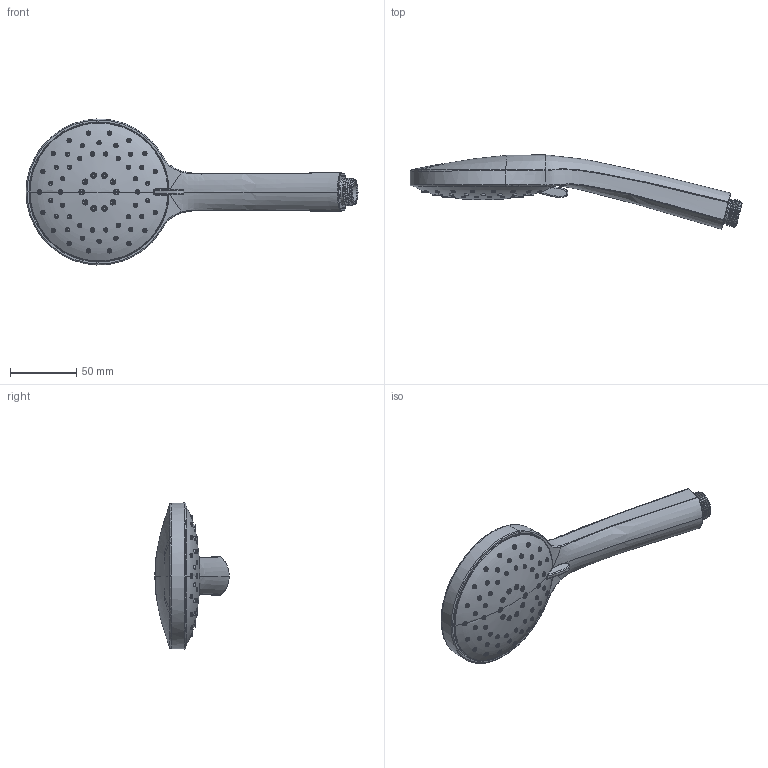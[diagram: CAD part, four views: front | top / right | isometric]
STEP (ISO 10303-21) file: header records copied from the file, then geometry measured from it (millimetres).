
FILE_DESCRIPTION((''),'2;1');
FILE_NAME('P80300_ASM','2022-08-23T11:42:31',('xiaohong_yang'),(''),'CREO PARAMETRIC BY PTC INC, 2021023','CREO PARAMETRIC BY PTC INC, 2021023','');
FILE_SCHEMA(('CONFIG_CONTROL_DESIGN'));
Products named in the file (7): P80300-001; P80300-002; P80300-003; P80300-004; P80300-005_ASM; P80300-011_ASM; P80300_ASM
Assembly tree (6 placements, depth 4):
  P80300_ASM
    P80300-001
    P80300-002
    P80300-011_ASM
      P80300-005_ASM
        P80300-003
        P80300-004
Bounding box: 249.83 x 56 x 109.91 mm (x, y, z)
Volume: 109802.9 mm3; surface area: 107955.6 mm2
Topology: 4 solids, 4 shells, 2873 faces, 7082 edges, 4352 vertices
Faces by surface type: bspline 929, cone 517, cylinder 466, plane 404, torus 373, revolution 110, sphere 61, extrusion 13
Entity records: 182810 total; most frequent: CARTESIAN_POINT 123142, ORIENTED_EDGE 14156, DIRECTION 9602, EDGE_CURVE 7078, VERTEX_POINT 4352, AXIS2_PLACEMENT_3D 3965, B_SPLINE_CURVE_WITH_KNOTS 3524, EDGE_LOOP 3264
